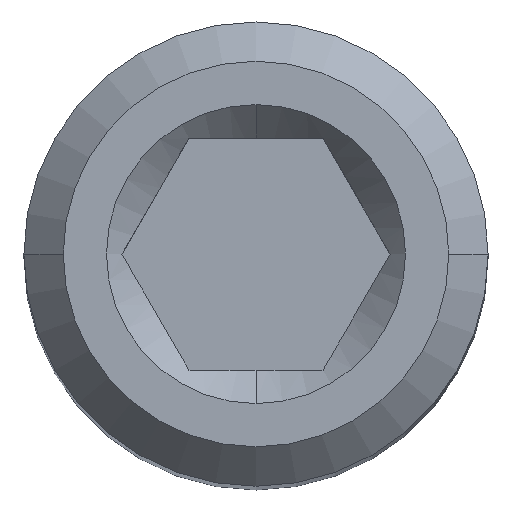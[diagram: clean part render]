
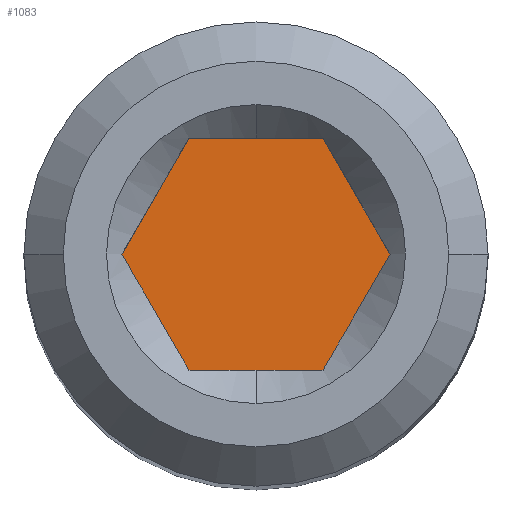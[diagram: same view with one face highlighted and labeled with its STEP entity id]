
A CAD part, top view. The second image highlights one B-rep face of the part: STEP entity #1083.
In plain terms, the highlighted planar face has unit normal (0, 0, 1).
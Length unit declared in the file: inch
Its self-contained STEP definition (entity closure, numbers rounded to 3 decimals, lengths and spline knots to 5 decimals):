
#3 = LINE ( 'NONE', #815, #113 ) ;
#14 = EDGE_CURVE ( 'NONE', #920, #960, #667, .T. ) ;
#16 = VECTOR ( 'NONE', #662, 39.37008 ) ;
#49 = DIRECTION ( 'NONE',  ( 0.5, 0.866, 0. ) ) ;
#79 = DIRECTION ( 'NONE',  ( 1., 0., 0. ) ) ;
#106 = ORIENTED_EDGE ( 'NONE', *, *, #776, .T. ) ;
#113 = VECTOR ( 'NONE', #49, 39.37008 ) ;
#116 = DIRECTION ( 'NONE',  ( -1., 0., 0. ) ) ;
#164 = DIRECTION ( 'NONE',  ( 0., 0., 1. ) ) ;
#178 = EDGE_CURVE ( 'NONE', #931, #801, #751, .T. ) ;
#181 = EDGE_LOOP ( 'NONE', ( #752, #464, #367, #670, #106, #962 ) ) ;
#187 = DIRECTION ( 'NONE',  ( 0.5, -0.866, 0. ) ) ;
#208 = CARTESIAN_POINT ( 'NONE',  ( -1.63004, 1.09748, 0.35451 ) ) ;
#245 = EDGE_CURVE ( 'NONE', #960, #931, #832, .T. ) ;
#247 = DIRECTION ( 'NONE',  ( 1., 0., 0. ) ) ;
#313 = VECTOR ( 'NONE', #187, 39.37008 ) ;
#323 = VECTOR ( 'NONE', #116, 39.37008 ) ;
#358 = VECTOR ( 'NONE', #247, 39.37008 ) ;
#367 = ORIENTED_EDGE ( 'NONE', *, *, #245, .T. ) ;
#451 = CARTESIAN_POINT ( 'NONE',  ( -1.63004, 1.09748, 0.35451 ) ) ;
#464 = ORIENTED_EDGE ( 'NONE', *, *, #14, .T. ) ;
#479 = CARTESIAN_POINT ( 'NONE',  ( -1.6641, 1.09748, 0.35451 ) ) ;
#483 = EDGE_CURVE ( 'NONE', #1089, #910, #756, .T. ) ;
#487 = CARTESIAN_POINT ( 'NONE',  ( -1.69816, 1.09748, 0.35451 ) ) ;
#505 = CARTESIAN_POINT ( 'NONE',  ( -1.64707, 1.12698, 0.35451 ) ) ;
#513 = AXIS2_PLACEMENT_3D ( 'NONE', #479, #164, #79 ) ;
#578 = FACE_OUTER_BOUND ( 'NONE', #181, .T. ) ;
#594 = CARTESIAN_POINT ( 'NONE',  ( -1.64707, 1.12698, 0.35451 ) ) ;
#617 = CARTESIAN_POINT ( 'NONE',  ( -1.69816, 1.09748, 0.35451 ) ) ;
#624 = CARTESIAN_POINT ( 'NONE',  ( -1.68113, 1.12698, 0.35451 ) ) ;
#662 = DIRECTION ( 'NONE',  ( -0.5, -0.866, 0. ) ) ;
#667 = LINE ( 'NONE', #451, #908 ) ;
#670 = ORIENTED_EDGE ( 'NONE', *, *, #178, .T. ) ;
#702 = CARTESIAN_POINT ( 'NONE',  ( -1.68113, 1.06798, 0.35451 ) ) ;
#751 = LINE ( 'NONE', #1035, #16 ) ;
#752 = ORIENTED_EDGE ( 'NONE', *, *, #1179, .T. ) ;
#756 = LINE ( 'NONE', #702, #358 ) ;
#776 = EDGE_CURVE ( 'NONE', #801, #1089, #1045, .T. ) ;
#801 = VERTEX_POINT ( 'NONE', #617 ) ;
#815 = CARTESIAN_POINT ( 'NONE',  ( -1.64707, 1.06798, 0.35451 ) ) ;
#816 = PLANE ( 'NONE',  #513 ) ;
#832 = LINE ( 'NONE', #505, #323 ) ;
#908 = VECTOR ( 'NONE', #1017, 39.37008 ) ;
#910 = VERTEX_POINT ( 'NONE', #1059 ) ;
#920 = VERTEX_POINT ( 'NONE', #208 ) ;
#931 = VERTEX_POINT ( 'NONE', #624 ) ;
#960 = VERTEX_POINT ( 'NONE', #594 ) ;
#962 = ORIENTED_EDGE ( 'NONE', *, *, #483, .T. ) ;
#1017 = DIRECTION ( 'NONE',  ( -0.5, 0.866, 0. ) ) ;
#1035 = CARTESIAN_POINT ( 'NONE',  ( -1.68113, 1.12698, 0.35451 ) ) ;
#1045 = LINE ( 'NONE', #487, #313 ) ;
#1059 = CARTESIAN_POINT ( 'NONE',  ( -1.64707, 1.06798, 0.35451 ) ) ;
#1076 = CARTESIAN_POINT ( 'NONE',  ( -1.68113, 1.06798, 0.35451 ) ) ;
#1083 = ADVANCED_FACE ( 'NONE', ( #578 ), #816, .T. ) ;
#1089 = VERTEX_POINT ( 'NONE', #1076 ) ;
#1179 = EDGE_CURVE ( 'NONE', #910, #920, #3, .T. ) ;
